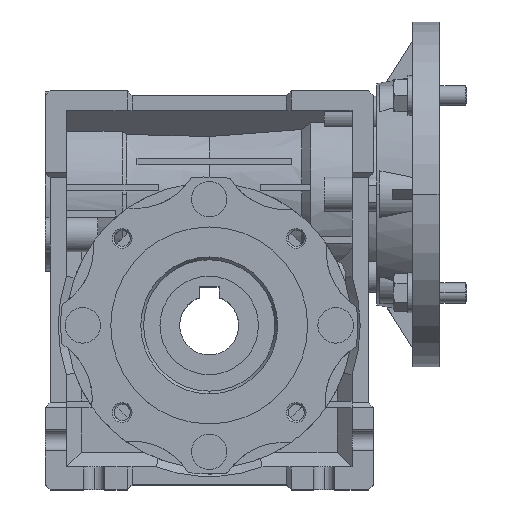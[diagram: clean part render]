
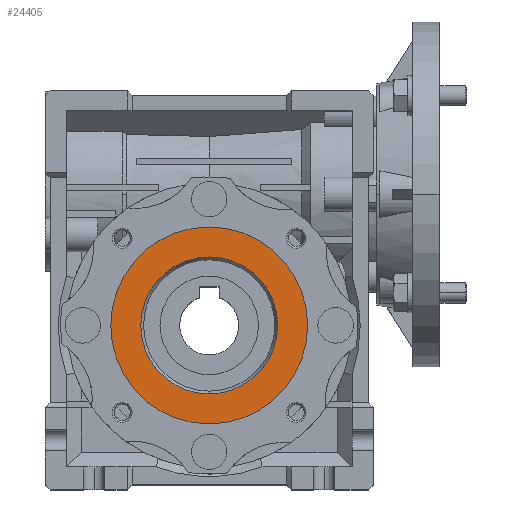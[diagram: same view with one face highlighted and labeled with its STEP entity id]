
A CAD part, top view. The second image highlights one B-rep face of the part: STEP entity #24405.
In plain terms, the highlighted planar face has unit normal (0, 0, 1).
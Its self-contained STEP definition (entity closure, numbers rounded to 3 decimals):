
#203 = CARTESIAN_POINT ( 'NONE',  ( 0., -20.866, 39. ) ) ;
#1656 = ORIENTED_EDGE ( 'NONE', *, *, #4311, .T. ) ;
#1860 = AXIS2_PLACEMENT_3D ( 'NONE', #18407, #20879, #22749 ) ;
#2552 = DIRECTION ( 'NONE',  ( 0., 1., 0. ) ) ;
#4311 = EDGE_CURVE ( 'NONE', #23048, #15749, #4535, .T. ) ;
#4535 = CIRCLE ( 'NONE', #14400, 20.866 ) ;
#4692 = EDGE_LOOP ( 'NONE', ( #11499, #4771 ) ) ;
#4771 = ORIENTED_EDGE ( 'NONE', *, *, #6039, .F. ) ;
#5104 = VERTEX_POINT ( 'NONE', #8852 ) ;
#6039 = EDGE_CURVE ( 'NONE', #5104, #16968, #15429, .T. ) ;
#6220 = DIRECTION ( 'NONE',  ( 0., -1., 0. ) ) ;
#7546 = CIRCLE ( 'NONE', #12464, 30. ) ;
#8524 = FACE_OUTER_BOUND ( 'NONE', #4692, .T. ) ;
#8852 = CARTESIAN_POINT ( 'NONE',  ( 0., -30., 39. ) ) ;
#9636 = CARTESIAN_POINT ( 'NONE',  ( 0., 20.866, 39. ) ) ;
#11158 = EDGE_LOOP ( 'NONE', ( #27925, #1656 ) ) ;
#11499 = ORIENTED_EDGE ( 'NONE', *, *, #13104, .F. ) ;
#11964 = DIRECTION ( 'NONE',  ( 0., 0., -1. ) ) ;
#12235 = DIRECTION ( 'NONE',  ( 0., 1., 0. ) ) ;
#12464 = AXIS2_PLACEMENT_3D ( 'NONE', #28657, #17591, #12235 ) ;
#13104 = EDGE_CURVE ( 'NONE', #16968, #5104, #7546, .T. ) ;
#13452 = CARTESIAN_POINT ( 'NONE',  ( 0., 0., 39. ) ) ;
#14400 = AXIS2_PLACEMENT_3D ( 'NONE', #22546, #21948, #17450 ) ;
#14596 = CARTESIAN_POINT ( 'NONE',  ( 0., 0., 39. ) ) ;
#15429 = CIRCLE ( 'NONE', #19401, 30. ) ;
#15749 = VERTEX_POINT ( 'NONE', #9636 ) ;
#16173 = AXIS2_PLACEMENT_3D ( 'NONE', #13452, #23363, #6220 ) ;
#16968 = VERTEX_POINT ( 'NONE', #20661 ) ;
#17450 = DIRECTION ( 'NONE',  ( 0., 1., 0. ) ) ;
#17591 = DIRECTION ( 'NONE',  ( 0., 0., -1. ) ) ;
#18407 = CARTESIAN_POINT ( 'NONE',  ( 0., 0., 39. ) ) ;
#19401 = AXIS2_PLACEMENT_3D ( 'NONE', #14596, #11964, #2552 ) ;
#20661 = CARTESIAN_POINT ( 'NONE',  ( 0., 30., 39. ) ) ;
#20879 = DIRECTION ( 'NONE',  ( 0., 0., -1. ) ) ;
#21948 = DIRECTION ( 'NONE',  ( 0., 0., -1. ) ) ;
#22546 = CARTESIAN_POINT ( 'NONE',  ( 0., 0., 39. ) ) ;
#22749 = DIRECTION ( 'NONE',  ( 0., 1., 0. ) ) ;
#23048 = VERTEX_POINT ( 'NONE', #203 ) ;
#23274 = EDGE_CURVE ( 'NONE', #15749, #23048, #28541, .T. ) ;
#23363 = DIRECTION ( 'NONE',  ( 0., 0., -1. ) ) ;
#24405 = ADVANCED_FACE ( 'NONE', ( #29719, #8524 ), #29866, .F. ) ;
#27925 = ORIENTED_EDGE ( 'NONE', *, *, #23274, .T. ) ;
#28541 = CIRCLE ( 'NONE', #1860, 20.866 ) ;
#28657 = CARTESIAN_POINT ( 'NONE',  ( 0., 0., 39. ) ) ;
#29719 = FACE_BOUND ( 'NONE', #11158, .T. ) ;
#29866 = PLANE ( 'NONE',  #16173 ) ;
